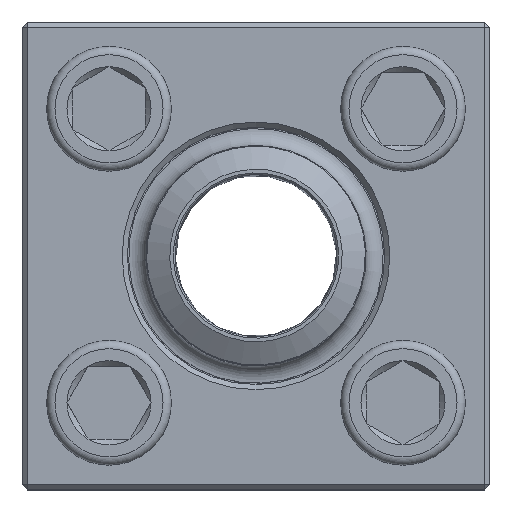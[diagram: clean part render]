
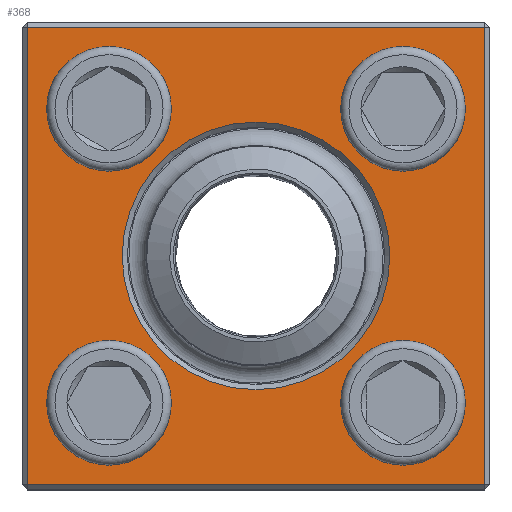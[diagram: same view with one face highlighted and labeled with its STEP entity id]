
A CAD part, top view. The second image highlights one B-rep face of the part: STEP entity #368.
In plain terms, the highlighted planar face has unit normal (0, 0, 1).
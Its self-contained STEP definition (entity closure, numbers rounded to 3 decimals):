
#197=FACE_BOUND('',#537,.T.);
#198=FACE_BOUND('',#538,.T.);
#199=FACE_BOUND('',#539,.T.);
#200=FACE_BOUND('',#540,.T.);
#201=FACE_BOUND('',#541,.T.);
#202=FACE_BOUND('',#542,.T.);
#302=CIRCLE('',#1289,25.75);
#303=CIRCLE('',#1290,9.);
#304=CIRCLE('',#1291,9.);
#305=CIRCLE('',#1292,9.);
#306=CIRCLE('',#1293,9.);
#368=ADVANCED_FACE('',(#197,#198,#199,#200,#201,#202),#457,.F.);
#457=PLANE('',#1294);
#537=EDGE_LOOP('',(#691));
#538=EDGE_LOOP('',(#692,#693,#694,#695));
#539=EDGE_LOOP('',(#696));
#540=EDGE_LOOP('',(#697));
#541=EDGE_LOOP('',(#698));
#542=EDGE_LOOP('',(#699));
#691=ORIENTED_EDGE('',*,*,#1048,.T.);
#692=ORIENTED_EDGE('',*,*,#1049,.T.);
#693=ORIENTED_EDGE('',*,*,#1050,.T.);
#694=ORIENTED_EDGE('',*,*,#1051,.T.);
#695=ORIENTED_EDGE('',*,*,#1052,.T.);
#696=ORIENTED_EDGE('',*,*,#1053,.T.);
#697=ORIENTED_EDGE('',*,*,#1054,.T.);
#698=ORIENTED_EDGE('',*,*,#1055,.T.);
#699=ORIENTED_EDGE('',*,*,#1056,.T.);
#955=VERTEX_POINT('',#1859);
#956=VERTEX_POINT('',#1861);
#957=VERTEX_POINT('',#1862);
#958=VERTEX_POINT('',#1864);
#959=VERTEX_POINT('',#1866);
#960=VERTEX_POINT('',#1869);
#961=VERTEX_POINT('',#1871);
#962=VERTEX_POINT('',#1873);
#963=VERTEX_POINT('',#1875);
#1048=EDGE_CURVE('',#955,#955,#302,.T.);
#1049=EDGE_CURVE('',#956,#957,#1180,.T.);
#1050=EDGE_CURVE('',#957,#958,#1181,.T.);
#1051=EDGE_CURVE('',#958,#959,#1182,.T.);
#1052=EDGE_CURVE('',#959,#956,#1183,.T.);
#1053=EDGE_CURVE('',#960,#960,#303,.T.);
#1054=EDGE_CURVE('',#961,#961,#304,.T.);
#1055=EDGE_CURVE('',#962,#962,#305,.T.);
#1056=EDGE_CURVE('',#963,#963,#306,.T.);
#1180=LINE('',#1860,#1240);
#1181=LINE('',#1863,#1241);
#1182=LINE('',#1865,#1242);
#1183=LINE('',#1867,#1243);
#1240=VECTOR('',#1471,1.);
#1241=VECTOR('',#1472,1.);
#1242=VECTOR('',#1473,1.);
#1243=VECTOR('',#1474,1.);
#1289=AXIS2_PLACEMENT_3D('',#1858,#1469,#1470);
#1290=AXIS2_PLACEMENT_3D('',#1868,#1475,#1476);
#1291=AXIS2_PLACEMENT_3D('',#1870,#1477,#1478);
#1292=AXIS2_PLACEMENT_3D('',#1872,#1479,#1480);
#1293=AXIS2_PLACEMENT_3D('',#1874,#1481,#1482);
#1294=AXIS2_PLACEMENT_3D('',#1876,#1483,#1484);
#1469=DIRECTION('',(0.,0.,-1.));
#1470=DIRECTION('',(-1.,0.,0.));
#1471=DIRECTION('',(-1.,0.,0.));
#1472=DIRECTION('',(0.,-1.,0.));
#1473=DIRECTION('',(1.,0.,0.));
#1474=DIRECTION('',(0.,1.,0.));
#1475=DIRECTION('',(0.,0.,-1.));
#1476=DIRECTION('',(-1.,0.,0.));
#1477=DIRECTION('',(0.,0.,-1.));
#1478=DIRECTION('',(-1.,0.,0.));
#1479=DIRECTION('',(0.,0.,-1.));
#1480=DIRECTION('',(-1.,0.,0.));
#1481=DIRECTION('',(0.,0.,-1.));
#1482=DIRECTION('',(-1.,0.,0.));
#1483=DIRECTION('',(0.,0.,-1.));
#1484=DIRECTION('',(-1.,0.,0.));
#1858=CARTESIAN_POINT('',(0.,0.,29.));
#1859=CARTESIAN_POINT('',(-25.75,0.,29.));
#1860=CARTESIAN_POINT('',(-45.,44.,29.));
#1861=CARTESIAN_POINT('',(44.,44.,29.));
#1862=CARTESIAN_POINT('',(-44.,44.,29.));
#1863=CARTESIAN_POINT('',(-44.,-45.,29.));
#1864=CARTESIAN_POINT('',(-44.,-44.,29.));
#1865=CARTESIAN_POINT('',(45.,-44.,29.));
#1866=CARTESIAN_POINT('',(44.,-44.,29.));
#1867=CARTESIAN_POINT('',(44.,45.,29.));
#1868=CARTESIAN_POINT('',(-28.284,-28.284,29.));
#1869=CARTESIAN_POINT('',(-37.284,-28.284,29.));
#1870=CARTESIAN_POINT('',(-28.284,28.284,29.));
#1871=CARTESIAN_POINT('',(-37.284,28.284,29.));
#1872=CARTESIAN_POINT('',(28.284,28.284,29.));
#1873=CARTESIAN_POINT('',(19.284,28.284,29.));
#1874=CARTESIAN_POINT('',(28.284,-28.284,29.));
#1875=CARTESIAN_POINT('',(19.284,-28.284,29.));
#1876=CARTESIAN_POINT('',(0.,0.,29.));
